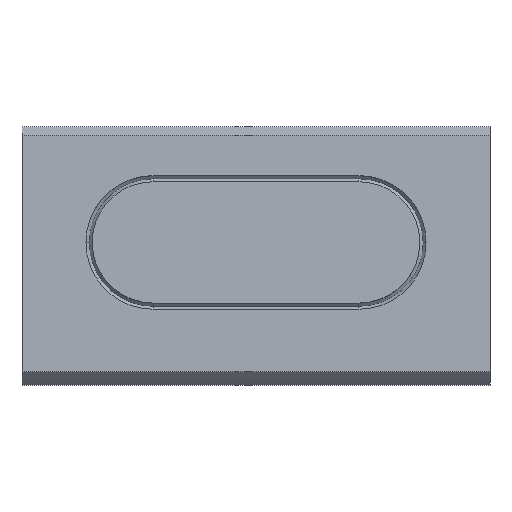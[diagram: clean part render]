
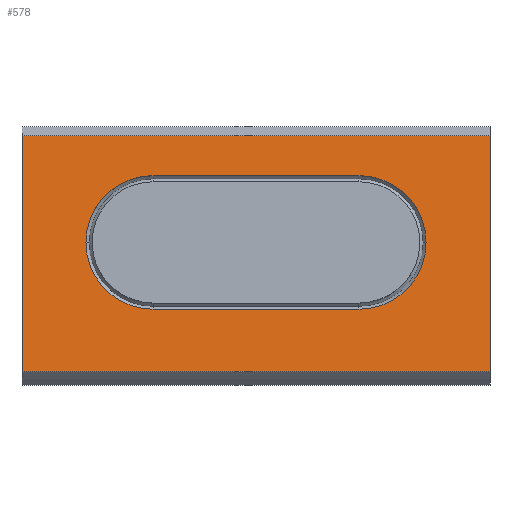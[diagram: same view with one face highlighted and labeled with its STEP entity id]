
A CAD part, front view. The second image highlights one B-rep face of the part: STEP entity #578.
In plain terms, the highlighted planar face has unit normal (0, -0.996, 0.089).
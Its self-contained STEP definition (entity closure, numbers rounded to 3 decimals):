
#49 = EDGE_LOOP ( 'NONE', ( #336, #160, #618, #150 ) ) ;
#61 = LINE ( 'NONE', #86, #645 ) ;
#69 = VERTEX_POINT ( 'NONE', #256 ) ;
#81 = ORIENTED_EDGE ( 'NONE', *, *, #290, .T. ) ;
#86 = CARTESIAN_POINT ( 'NONE',  ( -30.5, -22.952, 8.206 ) ) ;
#122 = AXIS2_PLACEMENT_3D ( 'NONE', #1548, #1690, #1587 ) ;
#126 = ORIENTED_EDGE ( 'NONE', *, *, #1322, .T. ) ;
#150 = ORIENTED_EDGE ( 'NONE', *, *, #191, .T. ) ;
#160 = ORIENTED_EDGE ( 'NONE', *, *, #390, .F. ) ;
#187 = FACE_OUTER_BOUND ( 'NONE', #49, .T. ) ;
#191 = EDGE_CURVE ( 'NONE', #1202, #1744, #496, .T. ) ;
#240 = DIRECTION ( 'NONE',  ( 0., 0.996, -0.089 ) ) ;
#256 = CARTESIAN_POINT ( 'NONE',  ( 77.5, -22.836, 9.512 ) ) ;
#258 = CARTESIAN_POINT ( 'NONE',  ( -30.5, -24.627, -10.562 ) ) ;
#267 = CARTESIAN_POINT ( 'NONE',  ( 99., -20.924, 30.927 ) ) ;
#276 = CARTESIAN_POINT ( 'NONE',  ( 119.5, -17.87, 65.142 ) ) ;
#289 = CIRCLE ( 'NONE', #1728, 21.5 ) ;
#290 = EDGE_CURVE ( 'NONE', #1489, #1277, #1043, .T. ) ;
#294 = VECTOR ( 'NONE', #1434, 1000. ) ;
#336 = ORIENTED_EDGE ( 'NONE', *, *, #1019, .F. ) ;
#337 = EDGE_CURVE ( 'NONE', #69, #850, #397, .T. ) ;
#356 = LINE ( 'NONE', #1198, #938 ) ;
#360 = VECTOR ( 'NONE', #1300, 1000. ) ;
#379 = CARTESIAN_POINT ( 'NONE',  ( 149.5, -24.627, -10.562 ) ) ;
#380 = AXIS2_PLACEMENT_3D ( 'NONE', #1686, #1015, #857 ) ;
#390 = EDGE_CURVE ( 'NONE', #1017, #1554, #1052, .T. ) ;
#392 = CARTESIAN_POINT ( 'NONE',  ( 80.5, -19.013, 52.342 ) ) ;
#397 = LINE ( 'NONE', #1060, #360 ) ;
#436 = CIRCLE ( 'NONE', #822, 21.5 ) ;
#496 = LINE ( 'NONE', #1445, #294 ) ;
#531 = AXIS2_PLACEMENT_3D ( 'NONE', #837, #702, #1108 ) ;
#578 = ADVANCED_FACE ( 'NONE', ( #885, #187 ), #1659, .T. ) ;
#582 = CIRCLE ( 'NONE', #531, 21.5 ) ;
#618 = ORIENTED_EDGE ( 'NONE', *, *, #1218, .T. ) ;
#631 = DIRECTION ( 'NONE',  ( 0., 0.996, -0.089 ) ) ;
#645 = VECTOR ( 'NONE', #1566, 1000. ) ;
#681 = CIRCLE ( 'NONE', #122, 21.5 ) ;
#702 = DIRECTION ( 'NONE',  ( 0., 0.996, -0.089 ) ) ;
#722 = ORIENTED_EDGE ( 'NONE', *, *, #1475, .T. ) ;
#748 = CARTESIAN_POINT ( 'NONE',  ( 11.5, -19.013, 52.342 ) ) ;
#765 = DIRECTION ( 'NONE',  ( 1., 0., 0. ) ) ;
#776 = DIRECTION ( 'NONE',  ( -1., 0., 0. ) ) ;
#822 = AXIS2_PLACEMENT_3D ( 'NONE', #1011, #240, #765 ) ;
#837 = CARTESIAN_POINT ( 'NONE',  ( 77.5, -20.924, 30.927 ) ) ;
#850 = VERTEX_POINT ( 'NONE', #859 ) ;
#857 = DIRECTION ( 'NONE',  ( -1., 0., 0. ) ) ;
#859 = CARTESIAN_POINT ( 'NONE',  ( 11.5, -22.836, 9.512 ) ) ;
#867 = VECTOR ( 'NONE', #776, 1000. ) ;
#885 = FACE_BOUND ( 'NONE', #1633, .T. ) ;
#892 = DIRECTION ( 'NONE',  ( 0., 0.089, 0.996 ) ) ;
#897 = EDGE_CURVE ( 'NONE', #1274, #69, #582, .T. ) ;
#938 = VECTOR ( 'NONE', #892, 1000. ) ;
#1010 = CARTESIAN_POINT ( 'NONE',  ( 119.5, -24.627, -10.562 ) ) ;
#1011 = CARTESIAN_POINT ( 'NONE',  ( 11.5, -20.924, 30.927 ) ) ;
#1015 = DIRECTION ( 'NONE',  ( 0., -0.996, 0.089 ) ) ;
#1017 = VERTEX_POINT ( 'NONE', #1010 ) ;
#1019 = EDGE_CURVE ( 'NONE', #1554, #1744, #61, .T. ) ;
#1021 = VERTEX_POINT ( 'NONE', #1169 ) ;
#1043 = LINE ( 'NONE', #392, #1505 ) ;
#1052 = LINE ( 'NONE', #379, #867 ) ;
#1060 = CARTESIAN_POINT ( 'NONE',  ( 113.5, -22.836, 9.512 ) ) ;
#1082 = CARTESIAN_POINT ( 'NONE',  ( 77.5, -19.013, 52.342 ) ) ;
#1108 = DIRECTION ( 'NONE',  ( 1., 0., 0. ) ) ;
#1169 = CARTESIAN_POINT ( 'NONE',  ( -10., -20.924, 30.927 ) ) ;
#1198 = CARTESIAN_POINT ( 'NONE',  ( 119.5, -18.833, 54.356 ) ) ;
#1202 = VERTEX_POINT ( 'NONE', #276 ) ;
#1218 = EDGE_CURVE ( 'NONE', #1017, #1202, #356, .T. ) ;
#1224 = ORIENTED_EDGE ( 'NONE', *, *, #897, .T. ) ;
#1274 = VERTEX_POINT ( 'NONE', #267 ) ;
#1277 = VERTEX_POINT ( 'NONE', #1082 ) ;
#1300 = DIRECTION ( 'NONE',  ( -1., 0., 0. ) ) ;
#1322 = EDGE_CURVE ( 'NONE', #1277, #1274, #289, .T. ) ;
#1401 = DIRECTION ( 'NONE',  ( 1., 0., 0. ) ) ;
#1413 = EDGE_CURVE ( 'NONE', #1021, #1489, #681, .T. ) ;
#1434 = DIRECTION ( 'NONE',  ( -1., 0., 0. ) ) ;
#1445 = CARTESIAN_POINT ( 'NONE',  ( 149.5, -17.87, 65.142 ) ) ;
#1475 = EDGE_CURVE ( 'NONE', #850, #1021, #436, .T. ) ;
#1489 = VERTEX_POINT ( 'NONE', #748 ) ;
#1505 = VECTOR ( 'NONE', #1581, 1000. ) ;
#1524 = CARTESIAN_POINT ( 'NONE',  ( -30.5, -17.87, 65.142 ) ) ;
#1548 = CARTESIAN_POINT ( 'NONE',  ( 11.5, -20.924, 30.927 ) ) ;
#1554 = VERTEX_POINT ( 'NONE', #258 ) ;
#1561 = ORIENTED_EDGE ( 'NONE', *, *, #337, .T. ) ;
#1566 = DIRECTION ( 'NONE',  ( 0., 0.089, 0.996 ) ) ;
#1581 = DIRECTION ( 'NONE',  ( 1., 0., 0. ) ) ;
#1587 = DIRECTION ( 'NONE',  ( 1., 0., 0. ) ) ;
#1631 = ORIENTED_EDGE ( 'NONE', *, *, #1413, .T. ) ;
#1633 = EDGE_LOOP ( 'NONE', ( #1561, #722, #1631, #81, #126, #1224 ) ) ;
#1659 = PLANE ( 'NONE',  #380 ) ;
#1670 = CARTESIAN_POINT ( 'NONE',  ( 77.5, -20.924, 30.927 ) ) ;
#1686 = CARTESIAN_POINT ( 'NONE',  ( 149.5, -24.627, -10.562 ) ) ;
#1690 = DIRECTION ( 'NONE',  ( 0., 0.996, -0.089 ) ) ;
#1728 = AXIS2_PLACEMENT_3D ( 'NONE', #1670, #631, #1401 ) ;
#1744 = VERTEX_POINT ( 'NONE', #1524 ) ;
